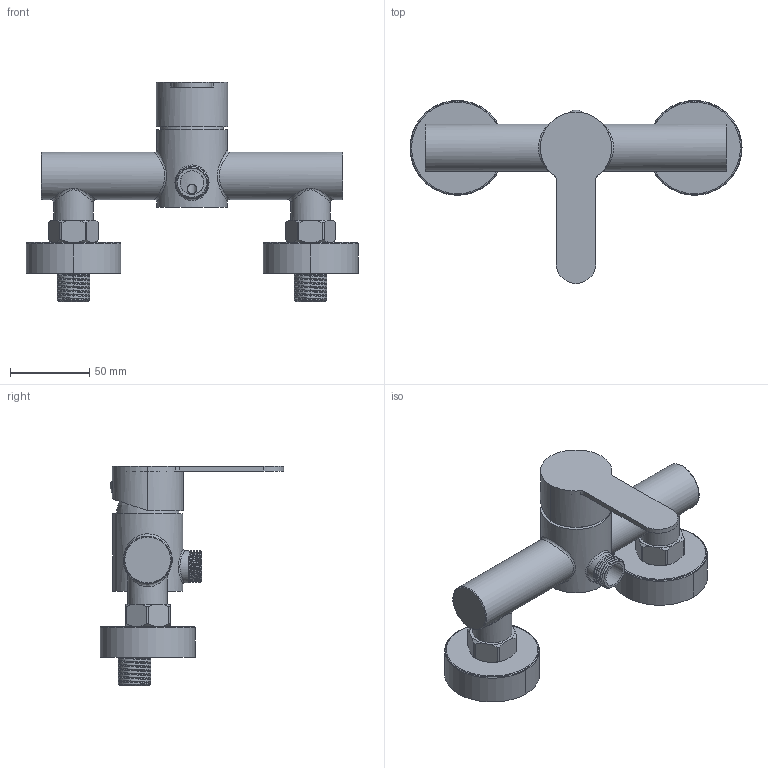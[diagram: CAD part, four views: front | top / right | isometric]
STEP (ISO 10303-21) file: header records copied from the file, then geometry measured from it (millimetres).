
FILE_DESCRIPTION(/* description */ (''),/* implementation_level */ '2;1');
FILE_NAME(/* name */ 'BLU_F40M.stp',/* time_stamp */ '2022-07-04T09:00:08+08:00',/* author */ (''),/* organization */ (''),/* preprocessor_version */ 'ST-DEVELOPER v16',/* originating_system */ 'SIEMENS PLM Software NX 10.0',/* authorisation */ '');
FILE_SCHEMA (('AP203_CONFIGURATION_CONTROLLED_3D_DESIGN_OF_MECHANICAL_PARTS_AND_ASSEMBLIES_MIM_LF { 1 0 10303 403 2 1 2}'));
Products named in the file (1): Admi776CD82Fflea
Bounding box: 210 x 116 x 138.65 mm (x, y, z)
Volume: 159840.8 mm3; surface area: 129701.3 mm2
Topology: 19 solids, 21 shells, 923 faces, 2310 edges, 1480 vertices
Faces by surface type: cylinder 293, plane 258, bspline 115, extrusion 108, torus 64, cone 57, revolution 27, sphere 1
Full cylindrical faces by diameter (mm): 3.2 x1, 4.699 x2, 5.3 x2, 6 x6, 6.3 x1, 6.8 x1, 8 x3, 15 x1, 16.5 x2, 18.8 x2, 20 x1, 20.5 x5, 21 x2, 21.8 x2, 22 x2, 23.4 x1, 24.5 x2, 25 x2, 27 x2, 30 x2, 31 x1, 35 x1, 35.8 x1, 36 x1, 44.5 x1
Entity records: 46334 total; most frequent: CARTESIAN_POINT 26672, ORIENTED_EDGE 4342, DIRECTION 3387, EDGE_CURVE 2171, VERTEX_POINT 1430, AXIS2_PLACEMENT_3D 1239, EDGE_LOOP 1087, ADVANCED_FACE 916
